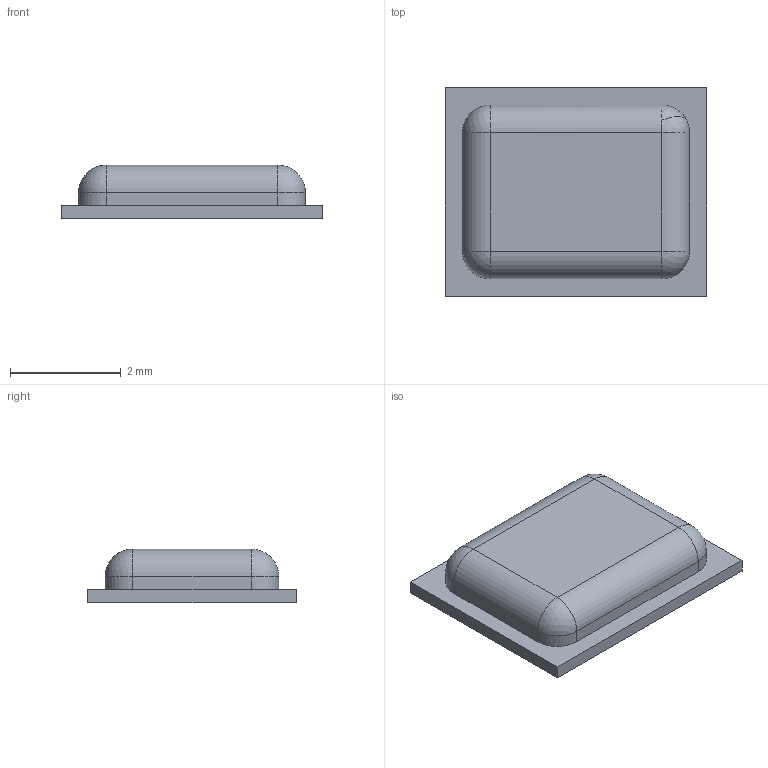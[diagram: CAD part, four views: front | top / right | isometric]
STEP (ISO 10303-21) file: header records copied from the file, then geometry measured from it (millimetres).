
FILE_DESCRIPTION((''),'2;1');
FILE_NAME('INMP441.stp','2016-07-21T07:33:22',('Gonzalo Perez'),('Amplion Clinical Communications Inc.'),'Mechanical Desktop 2011','Mechanical Desktop 2011',', , ');
FILE_SCHEMA(('AUTOMOTIVE_DESIGN { 1 2 10303 214 1 1 1 1 }'));
Length unit declared in the file: millimetre
Products named in the file (2): ProductA; Product
Bounding box: 4.72 x 3.76 x 0.97 mm (x, y, z)
Volume: 12.8 mm3; surface area: 71.8 mm2
Topology: 2 solids, 2 shells, 25 faces, 54 edges, 32 vertices
Faces by surface type: plane 12, cylinder 8, sphere 5
Entity records: 731 total; most frequent: DIRECTION 126, CARTESIAN_POINT 111, ORIENTED_EDGE 104, EDGE_CURVE 52, AXIS2_PLACEMENT_3D 47, VECTOR 32, LINE 32, VERTEX_POINT 31
